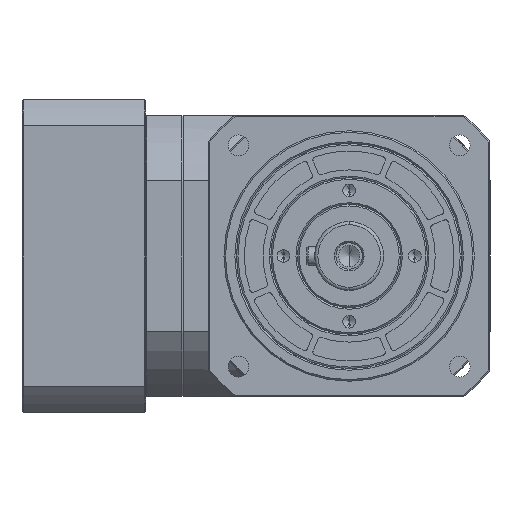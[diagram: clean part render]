
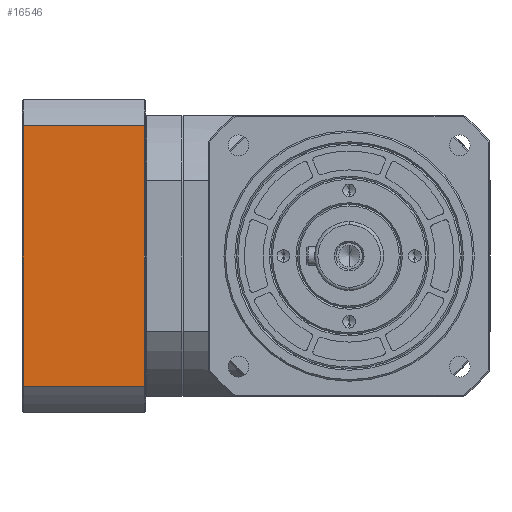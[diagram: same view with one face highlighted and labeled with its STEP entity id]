
A CAD part, left-side view. The second image highlights one B-rep face of the part: STEP entity #16546.
In plain terms, the highlighted face is planar.
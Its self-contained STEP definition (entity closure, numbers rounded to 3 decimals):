
#15145=DIRECTION('',(0.,-1.,0.));
#15146=VECTOR('',#15145,83.066);
#15147=CARTESIAN_POINT('',(39.1,41.533,50.));
#15148=LINE('',#15147,#15146);
#15172=DIRECTION('',(1.,0.,0.));
#15173=VECTOR('',#15172,38.7);
#15174=CARTESIAN_POINT('',(0.4,41.533,50.));
#15175=LINE('',#15174,#15173);
#15202=DIRECTION('',(-1.,0.,0.));
#15203=VECTOR('',#15202,38.7);
#15204=CARTESIAN_POINT('',(39.1,-41.533,50.));
#15205=LINE('',#15204,#15203);
#15214=DIRECTION('',(0.,1.,0.));
#15215=VECTOR('',#15214,83.066);
#15216=CARTESIAN_POINT('',(0.4,-41.533,50.));
#15217=LINE('',#15216,#15215);
#15225=CARTESIAN_POINT('',(0.4,-41.533,50.));
#15969=VERTEX_POINT('',#15225);
#16017=CARTESIAN_POINT('',(0.4,41.533,50.));
#16018=CARTESIAN_POINT('',(39.1,41.533,50.));
#16019=VERTEX_POINT('',#16017);
#16020=VERTEX_POINT('',#16018);
#16049=CARTESIAN_POINT('',(39.1,-41.533,50.));
#16050=VERTEX_POINT('',#16049);
#16534=CARTESIAN_POINT('',(0.,-41.533,50.));
#16535=DIRECTION('',(0.,0.,-1.));
#16536=DIRECTION('',(-1.,0.,0.));
#16537=AXIS2_PLACEMENT_3D('',#16534,#16535,#16536);
#16538=PLANE('',#16537);
#16539=ORIENTED_EDGE('',*,*,#16433,.T.);
#16540=ORIENTED_EDGE('',*,*,#16406,.T.);
#16541=ORIENTED_EDGE('',*,*,#16525,.T.);
#16543=ORIENTED_EDGE('',*,*,#16542,.T.);
#16544=EDGE_LOOP('',(#16539,#16540,#16541,#16543));
#16545=FACE_OUTER_BOUND('',#16544,.F.);
#16546=ADVANCED_FACE('',(#16545),#16538,.F.);
#16406=EDGE_CURVE('',#16020,#16050,#15148,.T.);
#16433=EDGE_CURVE('',#16019,#16020,#15175,.T.);
#16525=EDGE_CURVE('',#16050,#15969,#15205,.T.);
#16542=EDGE_CURVE('',#15969,#16019,#15217,.T.);
